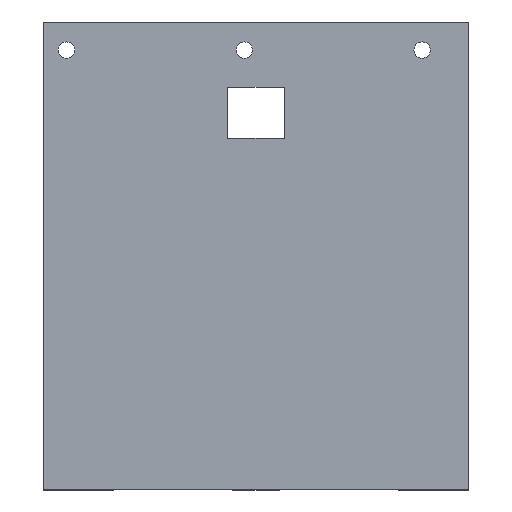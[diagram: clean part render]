
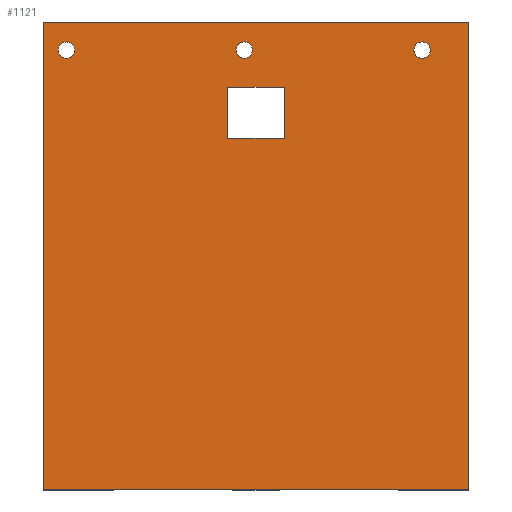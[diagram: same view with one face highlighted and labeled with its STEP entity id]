
A CAD part, top view. The second image highlights one B-rep face of the part: STEP entity #1121.
In plain terms, the highlighted planar face has unit normal (0, 0, 1).
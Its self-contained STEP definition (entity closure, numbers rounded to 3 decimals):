
#209=FACE_BOUND('',#359,.T.);
#210=FACE_BOUND('',#360,.T.);
#211=FACE_BOUND('',#361,.T.);
#212=FACE_BOUND('',#362,.T.);
#246=PLANE('',#1207);
#298=FACE_OUTER_BOUND('',#358,.T.);
#358=EDGE_LOOP('',(#1057,#1058,#1059,#1060));
#359=EDGE_LOOP('',(#1061,#1062,#1063,#1064));
#360=EDGE_LOOP('',(#1065));
#361=EDGE_LOOP('',(#1066));
#362=EDGE_LOOP('',(#1067));
#439=LINE('',#1737,#543);
#443=LINE('',#1744,#547);
#446=LINE('',#1750,#550);
#448=LINE('',#1753,#552);
#454=LINE('',#1778,#558);
#457=LINE('',#1783,#561);
#461=LINE('',#1789,#565);
#466=LINE('',#1796,#570);
#543=VECTOR('',#1418,10.);
#547=VECTOR('',#1424,10.);
#550=VECTOR('',#1429,10.);
#552=VECTOR('',#1433,10.);
#558=VECTOR('',#1459,10.);
#561=VECTOR('',#1464,10.);
#565=VECTOR('',#1470,10.);
#570=VECTOR('',#1477,10.);
#588=CIRCLE('',#1195,1.75);
#590=CIRCLE('',#1198,1.75);
#592=CIRCLE('',#1201,1.75);
#672=VERTEX_POINT('',#1734);
#673=VERTEX_POINT('',#1736);
#675=VERTEX_POINT('',#1742);
#677=VERTEX_POINT('',#1748);
#679=VERTEX_POINT('',#1757);
#681=VERTEX_POINT('',#1763);
#683=VERTEX_POINT('',#1769);
#685=VERTEX_POINT('',#1775);
#686=VERTEX_POINT('',#1777);
#687=VERTEX_POINT('',#1782);
#688=VERTEX_POINT('',#1788);
#782=EDGE_CURVE('',#673,#672,#439,.T.);
#786=EDGE_CURVE('',#672,#675,#443,.T.);
#789=EDGE_CURVE('',#675,#677,#446,.T.);
#791=EDGE_CURVE('',#677,#673,#448,.T.);
#794=EDGE_CURVE('',#679,#679,#588,.T.);
#797=EDGE_CURVE('',#681,#681,#590,.T.);
#800=EDGE_CURVE('',#683,#683,#592,.T.);
#803=EDGE_CURVE('',#686,#685,#454,.T.);
#806=EDGE_CURVE('',#687,#686,#457,.T.);
#810=EDGE_CURVE('',#688,#687,#461,.T.);
#815=EDGE_CURVE('',#685,#688,#466,.T.);
#1057=ORIENTED_EDGE('',*,*,#815,.T.);
#1058=ORIENTED_EDGE('',*,*,#810,.T.);
#1059=ORIENTED_EDGE('',*,*,#806,.T.);
#1060=ORIENTED_EDGE('',*,*,#803,.T.);
#1061=ORIENTED_EDGE('',*,*,#782,.T.);
#1062=ORIENTED_EDGE('',*,*,#786,.T.);
#1063=ORIENTED_EDGE('',*,*,#789,.T.);
#1064=ORIENTED_EDGE('',*,*,#791,.T.);
#1065=ORIENTED_EDGE('',*,*,#794,.T.);
#1066=ORIENTED_EDGE('',*,*,#797,.T.);
#1067=ORIENTED_EDGE('',*,*,#800,.T.);
#1121=ADVANCED_FACE('',(#298,#209,#210,#211,#212),#246,.T.);
#1195=AXIS2_PLACEMENT_3D('',#1759,#1439,#1440);
#1198=AXIS2_PLACEMENT_3D('',#1765,#1446,#1447);
#1201=AXIS2_PLACEMENT_3D('',#1771,#1453,#1454);
#1207=AXIS2_PLACEMENT_3D('',#1798,#1480,#1481);
#1418=DIRECTION('',(0.,-1.,0.));
#1424=DIRECTION('',(-1.,0.,0.));
#1429=DIRECTION('',(0.,1.,0.));
#1433=DIRECTION('',(1.,0.,0.));
#1439=DIRECTION('center_axis',(0.,0.,-1.));
#1440=DIRECTION('ref_axis',(-1.,0.,0.));
#1446=DIRECTION('center_axis',(0.,0.,-1.));
#1447=DIRECTION('ref_axis',(-1.,0.,0.));
#1453=DIRECTION('center_axis',(0.,0.,-1.));
#1454=DIRECTION('ref_axis',(-1.,0.,0.));
#1459=DIRECTION('',(0.,1.,0.));
#1464=DIRECTION('',(1.,0.,0.));
#1470=DIRECTION('',(0.,-1.,0.));
#1477=DIRECTION('',(-1.,0.,0.));
#1480=DIRECTION('center_axis',(0.,0.,1.));
#1481=DIRECTION('ref_axis',(1.,0.,0.));
#1734=CARTESIAN_POINT('',(51.5,-22.869,2.));
#1736=CARTESIAN_POINT('',(51.5,-11.919,2.));
#1737=CARTESIAN_POINT('',(51.5,-35.435,2.));
#1742=CARTESIAN_POINT('',(39.5,-22.869,2.));
#1744=CARTESIAN_POINT('',(42.5,-22.869,2.));
#1748=CARTESIAN_POINT('',(39.5,-11.919,2.));
#1750=CARTESIAN_POINT('',(39.5,-29.96,2.));
#1753=CARTESIAN_POINT('',(48.5,-11.919,2.));
#1757=CARTESIAN_POINT('',(82.75,-4.,2.));
#1759=CARTESIAN_POINT('Origin',(81.,-4.,2.));
#1763=CARTESIAN_POINT('',(44.75,-4.,2.));
#1765=CARTESIAN_POINT('Origin',(43.,-4.,2.));
#1769=CARTESIAN_POINT('',(6.75,-4.,2.));
#1771=CARTESIAN_POINT('Origin',(5.,-4.,2.));
#1775=CARTESIAN_POINT('',(91.,2.,2.));
#1777=CARTESIAN_POINT('',(91.,-98.,2.));
#1778=CARTESIAN_POINT('',(91.,2.,2.));
#1782=CARTESIAN_POINT('',(0.,-98.,2.));
#1783=CARTESIAN_POINT('',(91.,-98.,2.));
#1788=CARTESIAN_POINT('',(0.,2.,2.));
#1789=CARTESIAN_POINT('',(0.,-98.,2.));
#1796=CARTESIAN_POINT('',(0.,2.,2.));
#1798=CARTESIAN_POINT('Origin',(45.5,-48.,2.));
